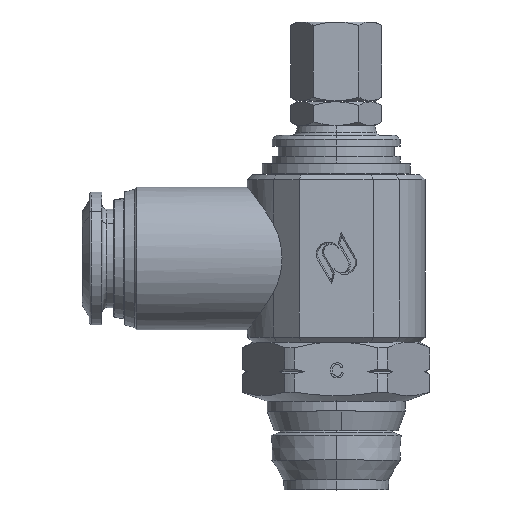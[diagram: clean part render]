
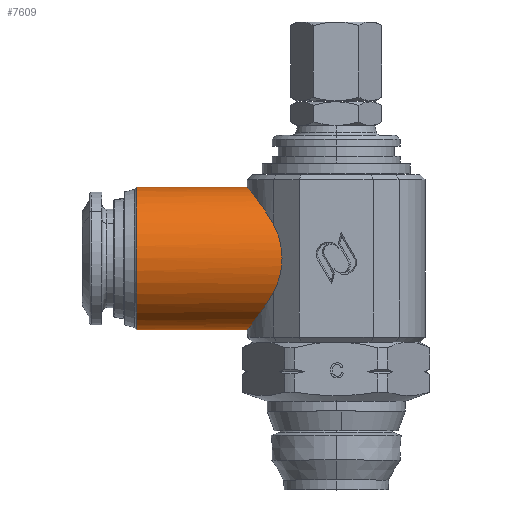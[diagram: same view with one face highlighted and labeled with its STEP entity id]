
A CAD part, top view. The second image highlights one B-rep face of the part: STEP entity #7609.
In plain terms, the highlighted cylindrical face has radius 7.25 mm (diameter 14.5 mm), a partial arc.
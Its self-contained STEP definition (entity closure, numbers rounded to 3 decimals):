
#64 = ORIENTED_EDGE ( 'NONE', *, *, #3377, .F. ) ;
#122 = CARTESIAN_POINT ( 'NONE',  ( 0.022, 16.25, 0. ) ) ;
#124 = DIRECTION ( 'NONE',  ( 1., 0., 0. ) ) ;
#134 = CARTESIAN_POINT ( 'NONE',  ( 0.022, 30.75, 0. ) ) ;
#140 = DIRECTION ( 'NONE',  ( 1., 0., 0. ) ) ;
#260 = CARTESIAN_POINT ( 'NONE',  ( -6.386, 20.027, 6.364 ) ) ;
#261 = CARTESIAN_POINT ( 'NONE',  ( -5.178, 22.24, 7.572 ) ) ;
#267 = CARTESIAN_POINT ( 'NONE',  ( -6.386, 20.027, 6.364 ) ) ;
#268 = CARTESIAN_POINT ( 'NONE',  ( -6.684, 19.481, 6.066 ) ) ;
#269 = CARTESIAN_POINT ( 'NONE',  ( -20.246, 23.5, 0. ) ) ;
#270 = DIRECTION ( 'NONE',  ( 1., 0., 0. ) ) ;
#271 = DIRECTION ( 'NONE',  ( 0., -1., 0. ) ) ;
#272 = CARTESIAN_POINT ( 'NONE',  ( -9.022, 30.75, 0. ) ) ;
#273 = CARTESIAN_POINT ( 'NONE',  ( -7., 18.987, 5.708 ) ) ;
#274 = CARTESIAN_POINT ( 'NONE',  ( -7.463, 18.308, 5.07 ) ) ;
#275 = CARTESIAN_POINT ( 'NONE',  ( -7.614, 18.095, 4.842 ) ) ;
#276 = CARTESIAN_POINT ( 'NONE',  ( -7.901, 17.699, 4.36 ) ) ;
#277 = CARTESIAN_POINT ( 'NONE',  ( -8.037, 17.516, 4.105 ) ) ;
#278 = CARTESIAN_POINT ( 'NONE',  ( -8.291, 17.179, 3.565 ) ) ;
#279 = CARTESIAN_POINT ( 'NONE',  ( -8.409, 17.026, 3.28 ) ) ;
#280 = CARTESIAN_POINT ( 'NONE',  ( -8.621, 16.753, 2.675 ) ) ;
#281 = CARTESIAN_POINT ( 'NONE',  ( -8.713, 16.637, 2.361 ) ) ;
#282 = CARTESIAN_POINT ( 'NONE',  ( -8.863, 16.448, 1.716 ) ) ;
#283 = CARTESIAN_POINT ( 'NONE',  ( -8.922, 16.375, 1.383 ) ) ;
#284 = CARTESIAN_POINT ( 'NONE',  ( -9.002, 16.275, 0.697 ) ) ;
#285 = CARTESIAN_POINT ( 'NONE',  ( -9.022, 16.25, 0.348 ) ) ;
#286 = CARTESIAN_POINT ( 'NONE',  ( -9.022, 16.25, 0. ) ) ;
#287 = CARTESIAN_POINT ( 'NONE',  ( -9.022, 30.75, 0.171 ) ) ;
#288 = CARTESIAN_POINT ( 'NONE',  ( -5.178, 24.76, 7.572 ) ) ;
#289 = CARTESIAN_POINT ( 'NONE',  ( -6.386, 26.973, 6.364 ) ) ;
#292 = CARTESIAN_POINT ( 'NONE',  ( -9.017, 30.744, 0.343 ) ) ;
#293 = CARTESIAN_POINT ( 'NONE',  ( -8.997, 30.719, 0.688 ) ) ;
#294 = CARTESIAN_POINT ( 'NONE',  ( -8.982, 30.701, 0.861 ) ) ;
#295 = CARTESIAN_POINT ( 'NONE',  ( -8.923, 30.627, 1.372 ) ) ;
#296 = CARTESIAN_POINT ( 'NONE',  ( -8.866, 30.555, 1.703 ) ) ;
#297 = CARTESIAN_POINT ( 'NONE',  ( -8.716, 30.367, 2.349 ) ) ;
#298 = CARTESIAN_POINT ( 'NONE',  ( -8.624, 30.25, 2.666 ) ) ;
#299 = CARTESIAN_POINT ( 'NONE',  ( -8.414, 29.981, 3.267 ) ) ;
#300 = CARTESIAN_POINT ( 'NONE',  ( -8.297, 29.828, 3.552 ) ) ;
#301 = CARTESIAN_POINT ( 'NONE',  ( -8.041, 29.49, 4.097 ) ) ;
#302 = CARTESIAN_POINT ( 'NONE',  ( -7.902, 29.303, 4.357 ) ) ;
#303 = CARTESIAN_POINT ( 'NONE',  ( -7.614, 28.905, 4.842 ) ) ;
#304 = CARTESIAN_POINT ( 'NONE',  ( -7.464, 28.693, 5.069 ) ) ;
#305 = CARTESIAN_POINT ( 'NONE',  ( -7.157, 28.244, 5.491 ) ) ;
#306 = CARTESIAN_POINT ( 'NONE',  ( -7., 28.005, 5.689 ) ) ;
#307 = CARTESIAN_POINT ( 'NONE',  ( -6.688, 27.504, 6.052 ) ) ;
#308 = CARTESIAN_POINT ( 'NONE',  ( -6.534, 27.244, 6.216 ) ) ;
#309 = CARTESIAN_POINT ( 'NONE',  ( -6.386, 26.973, 6.364 ) ) ;
#1364 = VERTEX_POINT ( 'NONE', #10404 ) ;
#1367 = VERTEX_POINT ( 'NONE', #10407 ) ;
#1368 = VERTEX_POINT ( 'NONE', #10408 ) ;
#1370 = VERTEX_POINT ( 'NONE', #10410 ) ;
#1525 = AXIS2_PLACEMENT_3D ( 'NONE', #1907, #1896, #1915 ) ;
#1896 = DIRECTION ( 'NONE',  ( 1., 0., 0. ) ) ;
#1907 = CARTESIAN_POINT ( 'NONE',  ( 0.022, 23.5, 0. ) ) ;
#1915 = DIRECTION ( 'NONE',  ( 0., -1., 0. ) ) ;
#2294 = FACE_OUTER_BOUND ( 'NONE', #6129, .T. ) ;
#2302 = CYLINDRICAL_SURFACE ( 'NONE', #1525, 7.25 ) ;
#3309 = EDGE_CURVE ( 'NONE', #1368, #1364, #3917, .T. ) ;
#3317 = EDGE_CURVE ( 'NONE', #1367, #1370, #3928, .T. ) ;
#3374 = EDGE_CURVE ( 'NONE', #1367, #1368, #3980, .T. ) ;
#3375 = EDGE_CURVE ( 'NONE', #4143, #1364, #8541, .T. ) ;
#3376 = EDGE_CURVE ( 'NONE', #4143, #4163, #8542, .T. ) ;
#3377 = EDGE_CURVE ( 'NONE', #1370, #4163, #8543, .T. ) ;
#3688 = AXIS2_PLACEMENT_3D ( 'NONE', #269, #270, #271 ) ;
#3917 = LINE ( 'NONE', #122, #3920 ) ;
#3920 = VECTOR ( 'NONE', #124, 1000. ) ;
#3928 = LINE ( 'NONE', #134, #3933 ) ;
#3933 = VECTOR ( 'NONE', #140, 1000. ) ;
#3980 = CIRCLE ( 'NONE', #3688, 7.25 ) ;
#4143 = VERTEX_POINT ( 'NONE', #5956 ) ;
#4163 = VERTEX_POINT ( 'NONE', #5976 ) ;
#4873 = ORIENTED_EDGE ( 'NONE', *, *, #3376, .T. ) ;
#4874 = ORIENTED_EDGE ( 'NONE', *, *, #3375, .F. ) ;
#5956 = CARTESIAN_POINT ( 'NONE',  ( -6.386, 20.027, 6.364 ) ) ;
#5976 = CARTESIAN_POINT ( 'NONE',  ( -6.386, 26.973, 6.364 ) ) ;
#6129 = EDGE_LOOP ( 'NONE', ( #7637, #7639, #7640, #4874, #4873, #64 ) ) ;
#7609 = ADVANCED_FACE ( 'NONE', ( #2294 ), #2302, .T. ) ;
#7637 = ORIENTED_EDGE ( 'NONE', *, *, #3317, .F. ) ;
#7639 = ORIENTED_EDGE ( 'NONE', *, *, #3374, .T. ) ;
#7640 = ORIENTED_EDGE ( 'NONE', *, *, #3309, .T. ) ;
#8541 = B_SPLINE_CURVE_WITH_KNOTS ( 'NONE', 3,
 ( #267, #268, #273, #274, #275, #276, #277, #278, #279, #280, #281, #282, #283, #284, #285, #286 ),
 .UNSPECIFIED., .F., .F.,
 ( 4, 2, 2, 2, 2, 2, 2, 4 ),
 ( 0.04, 0.042, 0.043, 0.044, 0.045, 0.046, 0.047, 0.048 ),
 .UNSPECIFIED. ) ;
#8542 =( BOUNDED_CURVE ( )  B_SPLINE_CURVE ( 3, ( #260, #261, #288, #289 ),
 .UNSPECIFIED., .F., .F. ) 
 B_SPLINE_CURVE_WITH_KNOTS ( ( 4, 4 ),
 ( 5.784, 6.783 ),
 .UNSPECIFIED. ) 
 CURVE ( )  GEOMETRIC_REPRESENTATION_ITEM ( )  RATIONAL_B_SPLINE_CURVE ( ( 1., 0.919, 0.919, 1. ) ) 
 REPRESENTATION_ITEM ( '' )  );
#8543 = B_SPLINE_CURVE_WITH_KNOTS ( 'NONE', 3,
 ( #272, #287, #292, #293, #294, #295, #296, #297, #298, #299, #300, #301, #302, #303, #304, #305, #306, #307, #308, #309 ),
 .UNSPECIFIED., .F., .F.,
 ( 4, 2, 2, 2, 2, 2, 2, 2, 2, 4 ),
 ( 0.024, 0.025, 0.025, 0.026, 0.027, 0.028, 0.029, 0.03, 0.031, 0.032 ),
 .UNSPECIFIED. ) ;
#10404 = CARTESIAN_POINT ( 'NONE',  ( -9.022, 16.25, 0. ) ) ;
#10407 = CARTESIAN_POINT ( 'NONE',  ( -20.246, 30.75, 0. ) ) ;
#10408 = CARTESIAN_POINT ( 'NONE',  ( -20.246, 16.25, 0. ) ) ;
#10410 = CARTESIAN_POINT ( 'NONE',  ( -9.022, 30.75, 0. ) ) ;
